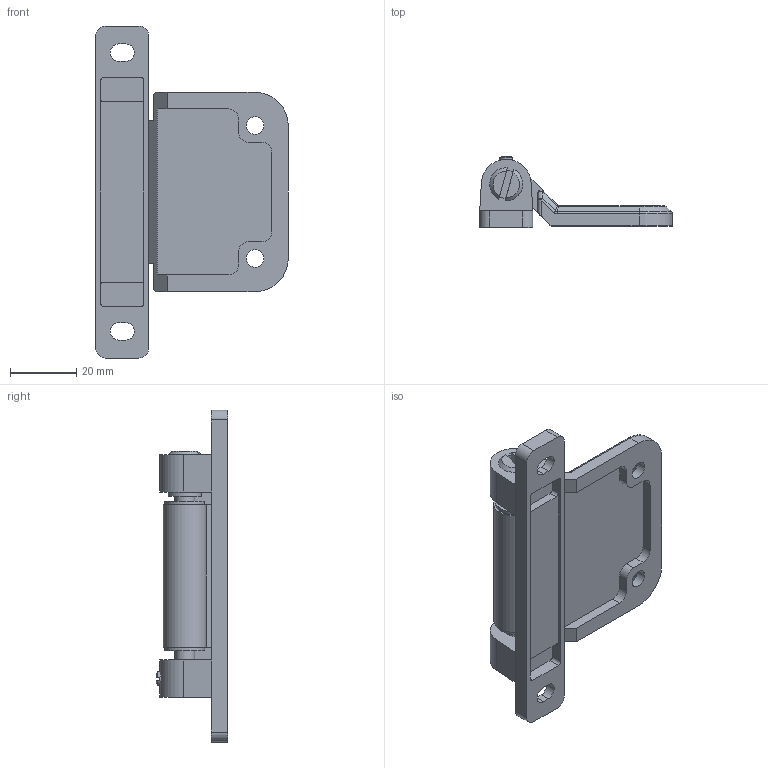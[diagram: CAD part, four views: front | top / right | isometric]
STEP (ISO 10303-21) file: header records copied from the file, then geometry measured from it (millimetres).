
FILE_DESCRIPTION( ( 'STEP AP203' ), '1' );
FILE_NAME( ' ', ' ', ( ' ' ), ( ' ' ), 'PSStep 10.0', ' ', ' ' );
FILE_SCHEMA( ( 'CONFIG_CONTROL_DESIGN' ) );
Length unit declared in the file: millimetre
Products named in the file (6): 1; 2; 3; 4; 5; 6
Bounding box: 58 x 21.61 x 100 mm (x, y, z)
Volume: 28167.1 mm3; surface area: 18386.3 mm2
Topology: 6 solids, 6 shells, 172 faces, 418 edges, 262 vertices
Faces by surface type: plane 79, cylinder 67, cone 10, bspline 8, sphere 4, torus 4
Full cylindrical faces by diameter (mm): 3.5 x1, 4 x1, 5.3 x2, 6 x3, 6.2 x1, 6.5 x1, 8 x4, 8.5 x1, 10 x1, 12 x2
Entity records: 5341 total; most frequent: CARTESIAN_POINT 1057, DIRECTION 875, ORIENTED_EDGE 782, EDGE_CURVE 391, AXIS2_PLACEMENT_3D 330, VERTEX_POINT 258, EDGE_LOOP 219, LINE 215
